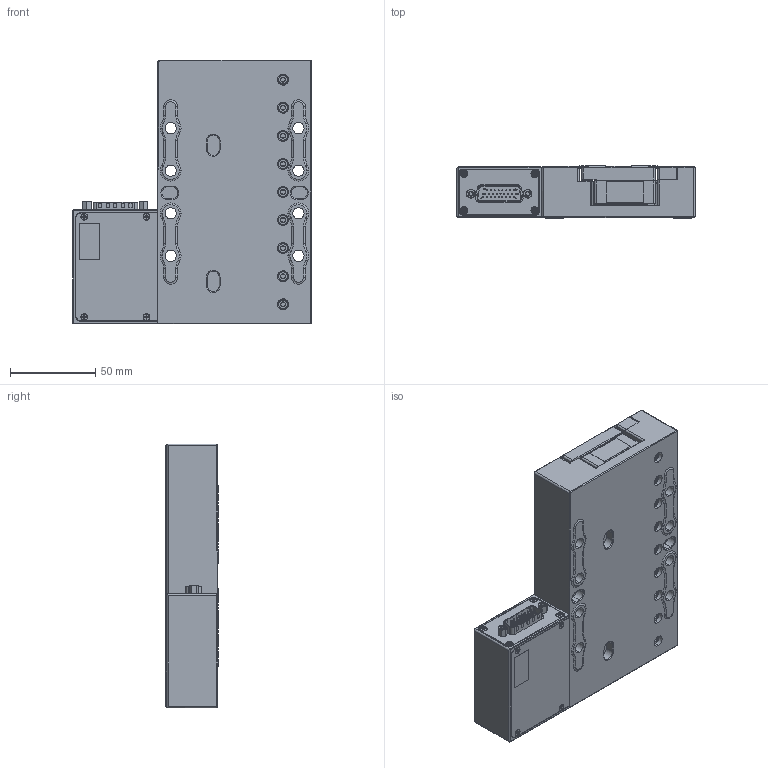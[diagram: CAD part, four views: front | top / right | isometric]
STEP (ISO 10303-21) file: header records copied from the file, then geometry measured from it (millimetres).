
FILE_DESCRIPTION (( 'STEP AP214' ), '1' );
FILE_NAME ('LDA075A-AE53T10A.STEP', '2024-08-21T18:35:03', ( '' ), ( '' ), 'SwSTEP 2.0', 'SolidWorks 2019', '' );
FILE_SCHEMA (( 'AUTOMOTIVE_DESIGN' ));
Length unit declared in the file: millimetre
Products named in the file (21): LDA Peripheral Faceplate; Screw M2 Flat Phillips_04mm; LDA Finish Machined Base Assembly_LDA075 Customer Facing; Screw M3 SHCS_22mm; LDA Rail Support_LDA075 Customer Facing; Standoff, M-F, #4-40, 0.1875in Hex_0.1875in; LDA Peripheral Controller Housing Bottom Cover; Label_Manufacturing; LDA Base Assembly_LDA075-T10 Customer Facing; Screw M3 SHCS_06mm; LDA Carriage_LDA075 Customer Facing; LDA Carriage Assembly_LDA075 Customer Facing; LDA Hard Stop Bracket; Label_Calibration; LDA Base_LDA075 Customer Facing; Hydra26 PCB_CF; Label_Magnet Warning; LDA Peripheral Controller Housing; LDA075A-AE53T10A; LDA Controller Housing Assembly - Peripheral_Customer Facing; Label_Standard36
Assembly tree (43 placements, depth 4):
  LDA075A-AE53T10A
    LDA Base Assembly_LDA075-T10 Customer Facing
      LDA Finish Machined Base Assembly_LDA075 Customer Facing
        LDA Base_LDA075 Customer Facing
        LDA Rail Support_LDA075 Customer Facing
        Screw M3 SHCS_22mm  x9
      LDA Controller Housing Assembly - Peripheral_Customer Facing
        Label_Calibration
        Label_Standard36
        Label_Manufacturing
        LDA Peripheral Controller Housing
        LDA Peripheral Faceplate
        LDA Peripheral Controller Housing Bottom Cover
        Hydra26 PCB_CF
        Standoff, M-F, #4-40, 0.1875in Hex_0.1875in  x2
        Screw M2 Flat Phillips_04mm  x8
    LDA Carriage Assembly_LDA075 Customer Facing
      LDA Carriage_LDA075 Customer Facing
      LDA Hard Stop Bracket  x2
      Screw M3 SHCS_06mm  x6
      Label_Magnet Warning  x2
Bounding box: 140 x 31 x 155 mm (x, y, z)
Volume: 350259.9 mm3; surface area: 124140 mm2
Topology: 39 solids, 39 shells, 2027 faces, 4893 edges, 3028 vertices
Faces by surface type: plane 787, cylinder 637, cone 435, bspline 108, torus 60
Entity records: 51693 total; most frequent: CARTESIAN_POINT 12317, DIRECTION 7100, ORIENTED_EDGE 6742, EDGE_CURVE 3371, AXIS2_PLACEMENT_3D 2671, VERTEX_POINT 2166, LINE 1758, VECTOR 1758
